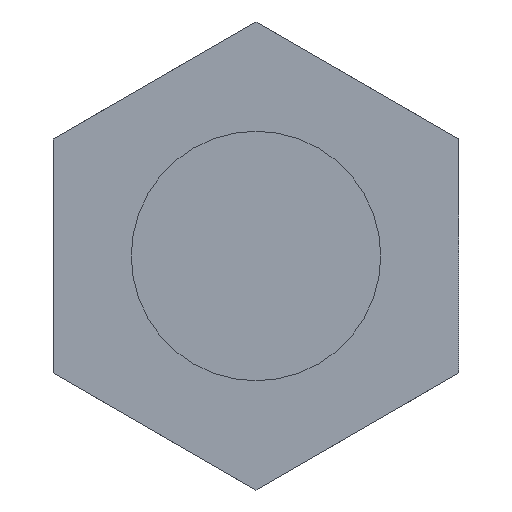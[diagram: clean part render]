
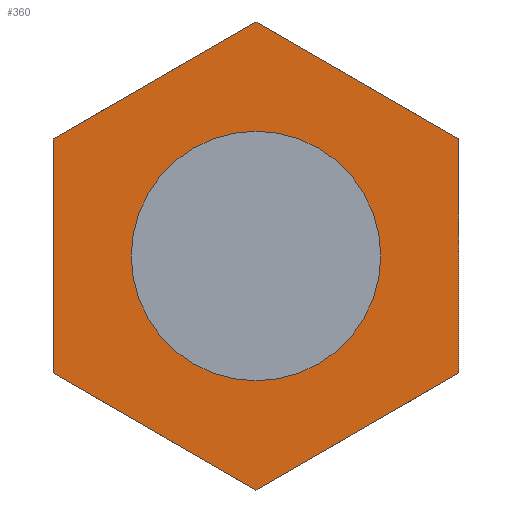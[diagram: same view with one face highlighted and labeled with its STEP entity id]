
A CAD part, front view. The second image highlights one B-rep face of the part: STEP entity #360.
In plain terms, the highlighted planar face has unit normal (0, -1, 0).
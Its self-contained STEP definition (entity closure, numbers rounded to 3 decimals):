
#24=FACE_BOUND('',#132,.T.);
#33=PLANE('',#401);
#54=LINE('',#681,#81);
#55=LINE('',#683,#82);
#56=LINE('',#685,#83);
#57=LINE('',#687,#84);
#58=LINE('',#689,#85);
#59=LINE('',#690,#86);
#81=VECTOR('',#488,10.);
#82=VECTOR('',#489,10.);
#83=VECTOR('',#490,10.);
#84=VECTOR('',#491,10.);
#85=VECTOR('',#492,10.);
#86=VECTOR('',#493,10.);
#109=FACE_OUTER_BOUND('',#131,.T.);
#131=EDGE_LOOP('',(#299,#300,#301,#302,#303,#304));
#132=EDGE_LOOP('',(#305));
#156=CIRCLE('',#398,5.754);
#183=VERTEX_POINT('',#672);
#185=VERTEX_POINT('',#679);
#186=VERTEX_POINT('',#680);
#187=VERTEX_POINT('',#682);
#188=VERTEX_POINT('',#684);
#189=VERTEX_POINT('',#686);
#190=VERTEX_POINT('',#688);
#226=EDGE_CURVE('',#183,#183,#156,.T.);
#229=EDGE_CURVE('',#185,#186,#54,.T.);
#230=EDGE_CURVE('',#186,#187,#55,.T.);
#231=EDGE_CURVE('',#187,#188,#56,.T.);
#232=EDGE_CURVE('',#188,#189,#57,.T.);
#233=EDGE_CURVE('',#189,#190,#58,.T.);
#234=EDGE_CURVE('',#190,#185,#59,.T.);
#299=ORIENTED_EDGE('',*,*,#229,.T.);
#300=ORIENTED_EDGE('',*,*,#230,.T.);
#301=ORIENTED_EDGE('',*,*,#231,.T.);
#302=ORIENTED_EDGE('',*,*,#232,.T.);
#303=ORIENTED_EDGE('',*,*,#233,.T.);
#304=ORIENTED_EDGE('',*,*,#234,.T.);
#305=ORIENTED_EDGE('',*,*,#226,.T.);
#360=ADVANCED_FACE('',(#109,#24),#33,.T.);
#398=AXIS2_PLACEMENT_3D('',#673,#479,#480);
#401=AXIS2_PLACEMENT_3D('',#678,#486,#487);
#479=DIRECTION('center_axis',(0.,1.,0.));
#480=DIRECTION('ref_axis',(1.,0.,0.));
#486=DIRECTION('center_axis',(0.,-1.,0.));
#487=DIRECTION('ref_axis',(1.,0.,0.));
#488=DIRECTION('',(-0.866,0.,0.5));
#489=DIRECTION('',(-0.866,0.,-0.5));
#490=DIRECTION('',(0.,0.,-1.));
#491=DIRECTION('',(0.866,0.,-0.5));
#492=DIRECTION('',(0.866,0.,0.5));
#493=DIRECTION('',(0.,0.,1.));
#672=CARTESIAN_POINT('',(-5.754,12.699,0.));
#673=CARTESIAN_POINT('Origin',(0.,12.699,0.));
#678=CARTESIAN_POINT('Origin',(0.,12.699,0.));
#679=CARTESIAN_POINT('',(9.349,12.699,5.398));
#680=CARTESIAN_POINT('',(0.,12.699,10.795));
#681=CARTESIAN_POINT('',(9.349,12.699,5.398));
#682=CARTESIAN_POINT('',(-9.349,12.699,5.398));
#683=CARTESIAN_POINT('',(0.,12.699,10.795));
#684=CARTESIAN_POINT('',(-9.349,12.699,-5.397));
#685=CARTESIAN_POINT('',(-9.349,12.699,5.398));
#686=CARTESIAN_POINT('',(0.,12.699,-10.795));
#687=CARTESIAN_POINT('',(-9.349,12.699,-5.397));
#688=CARTESIAN_POINT('',(9.349,12.699,-5.397));
#689=CARTESIAN_POINT('',(0.,12.699,-10.795));
#690=CARTESIAN_POINT('',(9.349,12.699,-5.397));
